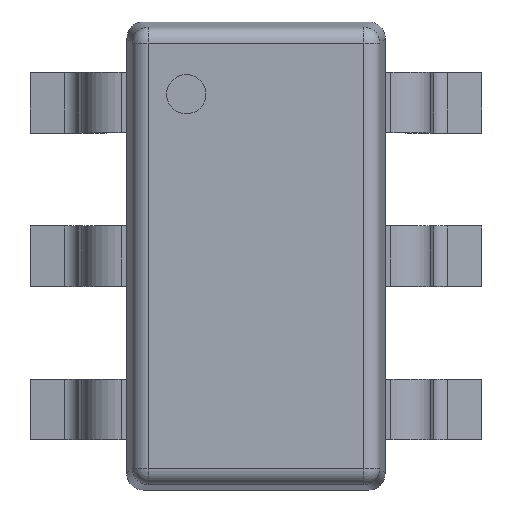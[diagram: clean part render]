
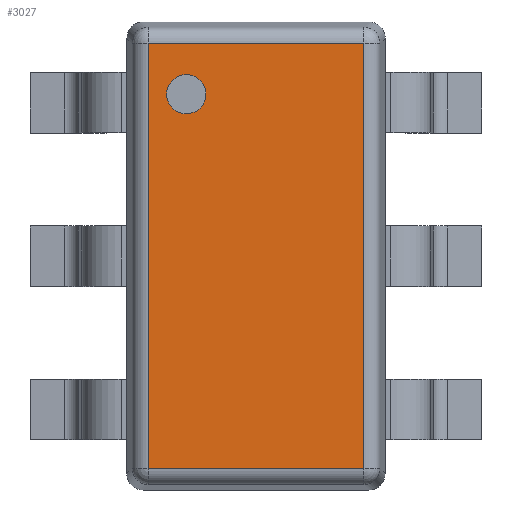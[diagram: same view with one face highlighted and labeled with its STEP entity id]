
A CAD part, top view. The second image highlights one B-rep face of the part: STEP entity #3027.
In plain terms, the highlighted planar face has unit normal (0, 0, 1).
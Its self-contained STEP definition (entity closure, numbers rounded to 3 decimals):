
#2636 = VERTEX_POINT('',#2637);
#2637 = CARTESIAN_POINT('',(-0.432,0.88,1.45));
#2643 = EDGE_CURVE('',#2644,#2636,#2646,.T.);
#2644 = VERTEX_POINT('',#2645);
#2645 = CARTESIAN_POINT('',(-0.432,1.123,1.45));
#2646 = CIRCLE('',#2647,0.122);
#2647 = AXIS2_PLACEMENT_3D('',#2648,#2649,#2650);
#2648 = CARTESIAN_POINT('',(-0.432,1.002,1.45));
#2649 = DIRECTION('',(-0.,0.,1.));
#2650 = DIRECTION('',(0.,-1.,0.));
#3027 = ADVANCED_FACE('',(#3028,#3062),#3072,.T.);
#3028 = FACE_BOUND('',#3029,.T.);
#3029 = EDGE_LOOP('',(#3030,#3040,#3048,#3056));
#3030 = ORIENTED_EDGE('',*,*,#3031,.T.);
#3031 = EDGE_CURVE('',#3032,#3034,#3036,.T.);
#3032 = VERTEX_POINT('',#3033);
#3033 = CARTESIAN_POINT('',(-0.669,-1.319,1.45));
#3034 = VERTEX_POINT('',#3035);
#3035 = CARTESIAN_POINT('',(0.669,-1.319,1.45));
#3036 = LINE('',#3037,#3038);
#3037 = CARTESIAN_POINT('',(0.757,-1.319,1.45));
#3038 = VECTOR('',#3039,1.);
#3039 = DIRECTION('',(1.,0.,0.));
#3040 = ORIENTED_EDGE('',*,*,#3041,.T.);
#3041 = EDGE_CURVE('',#3034,#3042,#3044,.T.);
#3042 = VERTEX_POINT('',#3043);
#3043 = CARTESIAN_POINT('',(0.669,1.319,1.45));
#3044 = LINE('',#3045,#3046);
#3045 = CARTESIAN_POINT('',(0.669,1.407,1.45));
#3046 = VECTOR('',#3047,1.);
#3047 = DIRECTION('',(0.,1.,0.));
#3048 = ORIENTED_EDGE('',*,*,#3049,.T.);
#3049 = EDGE_CURVE('',#3042,#3050,#3052,.T.);
#3050 = VERTEX_POINT('',#3051);
#3051 = CARTESIAN_POINT('',(-0.669,1.319,1.45));
#3052 = LINE('',#3053,#3054);
#3053 = CARTESIAN_POINT('',(-0.757,1.319,1.45));
#3054 = VECTOR('',#3055,1.);
#3055 = DIRECTION('',(-1.,0.,0.));
#3056 = ORIENTED_EDGE('',*,*,#3057,.T.);
#3057 = EDGE_CURVE('',#3050,#3032,#3058,.T.);
#3058 = LINE('',#3059,#3060);
#3059 = CARTESIAN_POINT('',(-0.669,-1.407,1.45));
#3060 = VECTOR('',#3061,1.);
#3061 = DIRECTION('',(0.,-1.,0.));
#3062 = FACE_BOUND('',#3063,.T.);
#3063 = EDGE_LOOP('',(#3064,#3071));
#3064 = ORIENTED_EDGE('',*,*,#3065,.F.);
#3065 = EDGE_CURVE('',#2636,#2644,#3066,.T.);
#3066 = CIRCLE('',#3067,0.122);
#3067 = AXIS2_PLACEMENT_3D('',#3068,#3069,#3070);
#3068 = CARTESIAN_POINT('',(-0.432,1.002,1.45));
#3069 = DIRECTION('',(-0.,0.,1.));
#3070 = DIRECTION('',(0.,-1.,0.));
#3071 = ORIENTED_EDGE('',*,*,#2643,.F.);
#3072 = PLANE('',#3073);
#3073 = AXIS2_PLACEMENT_3D('',#3074,#3075,#3076);
#3074 = CARTESIAN_POINT('',(0.,0.,1.45));
#3075 = DIRECTION('',(0.,0.,1.));
#3076 = DIRECTION('',(0.,-1.,0.));
